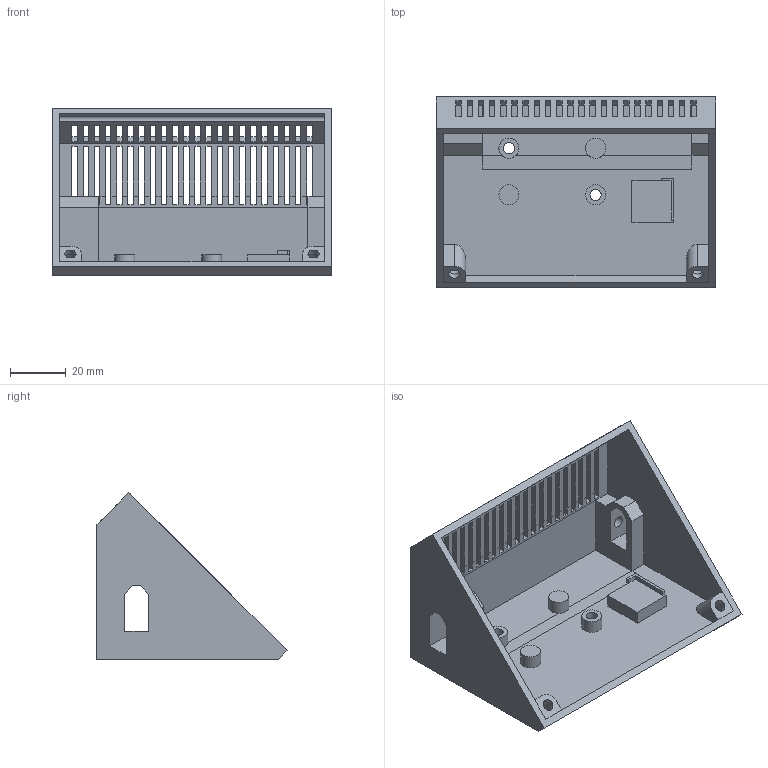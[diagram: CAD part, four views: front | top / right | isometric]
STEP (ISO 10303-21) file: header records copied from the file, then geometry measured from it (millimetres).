
FILE_DESCRIPTION(('FreeCAD Model'),'2;1');
FILE_NAME('Open CASCADE Shape Model','2022-06-22T12:15:06',('Author'),( ''),'Open CASCADE STEP processor 7.5','FreeCAD','Unknown');
FILE_SCHEMA(('AUTOMOTIVE_DESIGN { 1 0 10303 214 1 1 1 1 }'));
Length unit declared in the file: millimetre
Products named in the file (1): base
Bounding box: 100 x 68 x 59.57 mm (x, y, z)
Volume: 46309 mm3; surface area: 38334.1 mm2
Topology: 1 solids, 1 shells, 264 faces, 809 edges, 533 vertices
Faces by surface type: plane 247, cylinder 17
Full cylindrical faces by diameter (mm): 4 x8, 6 x2, 7.2 x4
Entity records: 19688 total; most frequent: CARTESIAN_POINT 3335, DIRECTION 2983, LINE 2353, VECTOR 2353, ORIENTED_EDGE 1618, PCURVE 1618, DEFINITIONAL_REPRESENTATION 1618, EDGE_CURVE 809
